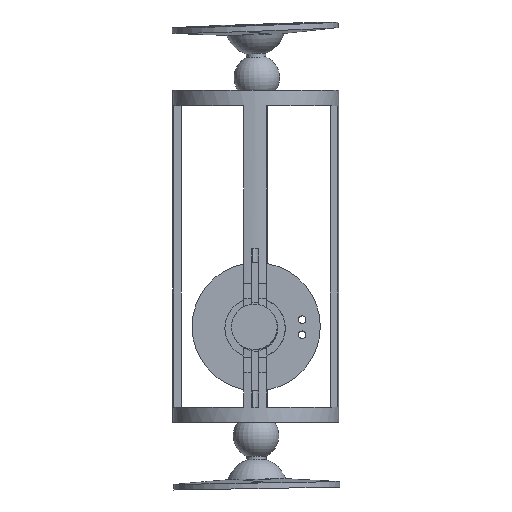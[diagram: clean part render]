
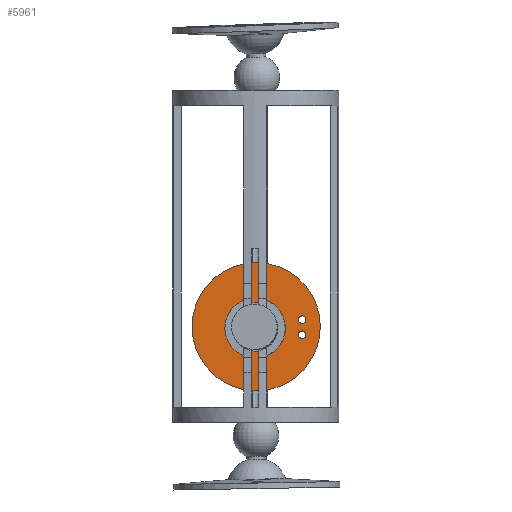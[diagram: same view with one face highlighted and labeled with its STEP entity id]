
A CAD part, left-side view. The second image highlights one B-rep face of the part: STEP entity #5961.
In plain terms, the highlighted planar face has unit normal (-1, 0, 0).
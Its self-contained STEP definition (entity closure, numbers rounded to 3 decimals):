
#60 = DIRECTION ( 'NONE',  ( -1., 0., 0. ) ) ;
#195 = CARTESIAN_POINT ( 'NONE',  ( -5., 8.5, 0. ) ) ;
#239 = DIRECTION ( 'NONE',  ( 0., -1., 0. ) ) ;
#625 = VERTEX_POINT ( 'NONE', #10249 ) ;
#814 = FACE_OUTER_BOUND ( 'NONE', #8761, .T. ) ;
#934 = ORIENTED_EDGE ( 'NONE', *, *, #3592, .F. ) ;
#1154 = CARTESIAN_POINT ( 'NONE',  ( -5., 0., 0. ) ) ;
#1336 = CIRCLE ( 'NONE', #8840, 3.25 ) ;
#1362 = AXIS2_PLACEMENT_3D ( 'NONE', #8775, #3204, #7386 ) ;
#1402 = EDGE_CURVE ( 'NONE', #3160, #7314, #1891, .T. ) ;
#1462 = PLANE ( 'NONE',  #7030 ) ;
#1575 = VERTEX_POINT ( 'NONE', #3064 ) ;
#1652 = DIRECTION ( 'NONE',  ( 0., -1., 0. ) ) ;
#1891 = CIRCLE ( 'NONE', #7552, 0.5 ) ;
#1994 = DIRECTION ( 'NONE',  ( -1., 0., 0. ) ) ;
#2532 = CIRCLE ( 'NONE', #6128, 8.5 ) ;
#2547 = DIRECTION ( 'NONE',  ( 0., 1., 0. ) ) ;
#2682 = DIRECTION ( 'NONE',  ( -1., 0., 0. ) ) ;
#2899 = EDGE_LOOP ( 'NONE', ( #934, #8992 ) ) ;
#2918 = AXIS2_PLACEMENT_3D ( 'NONE', #3127, #8886, #3985 ) ;
#3064 = CARTESIAN_POINT ( 'NONE',  ( -5., -3.25, 0. ) ) ;
#3127 = CARTESIAN_POINT ( 'NONE',  ( -5., 0., 0. ) ) ;
#3160 = VERTEX_POINT ( 'NONE', #6540 ) ;
#3184 = DIRECTION ( 'NONE',  ( 1., 0., 0. ) ) ;
#3200 = CIRCLE ( 'NONE', #8151, 8.5 ) ;
#3204 = DIRECTION ( 'NONE',  ( 1., 0., 0. ) ) ;
#3489 = CARTESIAN_POINT ( 'NONE',  ( -5., 0., 0. ) ) ;
#3550 = CARTESIAN_POINT ( 'NONE',  ( -5., 0., 0. ) ) ;
#3592 = EDGE_CURVE ( 'NONE', #1575, #10347, #1336, .T. ) ;
#3695 = ORIENTED_EDGE ( 'NONE', *, *, #9303, .T. ) ;
#3985 = DIRECTION ( 'NONE',  ( 0., -1., 0. ) ) ;
#4345 = DIRECTION ( 'NONE',  ( 0., -1., 0. ) ) ;
#4487 = VERTEX_POINT ( 'NONE', #7032 ) ;
#4494 = VERTEX_POINT ( 'NONE', #5321 ) ;
#4581 = DIRECTION ( 'NONE',  ( 0., 1., 0. ) ) ;
#4659 = EDGE_CURVE ( 'NONE', #4487, #9884, #2532, .T. ) ;
#4706 = DIRECTION ( 'NONE',  ( 1., 0., 0. ) ) ;
#4951 = AXIS2_PLACEMENT_3D ( 'NONE', #6391, #3184, #4581 ) ;
#4987 = ORIENTED_EDGE ( 'NONE', *, *, #1402, .T. ) ;
#5157 = DIRECTION ( 'NONE',  ( 1., 0., 0. ) ) ;
#5321 = CARTESIAN_POINT ( 'NONE',  ( -5., -6.6, 0.942 ) ) ;
#5509 = FACE_BOUND ( 'NONE', #8965, .T. ) ;
#5593 = EDGE_CURVE ( 'NONE', #10347, #1575, #7348, .T. ) ;
#5779 = CIRCLE ( 'NONE', #9699, 0.5 ) ;
#5956 = CIRCLE ( 'NONE', #1362, 0.5 ) ;
#5961 = ADVANCED_FACE ( 'NONE', ( #10481, #5509, #6310, #814 ), #1462, .F. ) ;
#6128 = AXIS2_PLACEMENT_3D ( 'NONE', #3550, #2682, #4345 ) ;
#6310 = FACE_BOUND ( 'NONE', #2899, .T. ) ;
#6391 = CARTESIAN_POINT ( 'NONE',  ( -5., -6.1, 0.942 ) ) ;
#6535 = CARTESIAN_POINT ( 'NONE',  ( -5., -5.6, -1.058 ) ) ;
#6540 = CARTESIAN_POINT ( 'NONE',  ( -5., -6.6, -1.058 ) ) ;
#6606 = CARTESIAN_POINT ( 'NONE',  ( -5., -6.1, 0.942 ) ) ;
#6714 = EDGE_CURVE ( 'NONE', #4494, #625, #8193, .T. ) ;
#7030 = AXIS2_PLACEMENT_3D ( 'NONE', #8081, #4706, #9583 ) ;
#7032 = CARTESIAN_POINT ( 'NONE',  ( -5., -8.5, 0. ) ) ;
#7061 = CARTESIAN_POINT ( 'NONE',  ( -5., 3.25, 0. ) ) ;
#7314 = VERTEX_POINT ( 'NONE', #6535 ) ;
#7348 = CIRCLE ( 'NONE', #2918, 3.25 ) ;
#7386 = DIRECTION ( 'NONE',  ( 0., 1., 0. ) ) ;
#7552 = AXIS2_PLACEMENT_3D ( 'NONE', #10074, #5157, #7680 ) ;
#7680 = DIRECTION ( 'NONE',  ( 0., 1., 0. ) ) ;
#8081 = CARTESIAN_POINT ( 'NONE',  ( -5., 4., 0. ) ) ;
#8151 = AXIS2_PLACEMENT_3D ( 'NONE', #1154, #1994, #239 ) ;
#8193 = CIRCLE ( 'NONE', #4951, 0.5 ) ;
#8514 = EDGE_CURVE ( 'NONE', #9884, #4487, #3200, .T. ) ;
#8520 = ORIENTED_EDGE ( 'NONE', *, *, #10128, .T. ) ;
#8761 = EDGE_LOOP ( 'NONE', ( #10258, #9433 ) ) ;
#8775 = CARTESIAN_POINT ( 'NONE',  ( -5., -6.1, -1.058 ) ) ;
#8840 = AXIS2_PLACEMENT_3D ( 'NONE', #3489, #60, #1652 ) ;
#8886 = DIRECTION ( 'NONE',  ( -1., 0., 0. ) ) ;
#8965 = EDGE_LOOP ( 'NONE', ( #3695, #9431 ) ) ;
#8992 = ORIENTED_EDGE ( 'NONE', *, *, #5593, .F. ) ;
#9303 = EDGE_CURVE ( 'NONE', #625, #4494, #5779, .T. ) ;
#9431 = ORIENTED_EDGE ( 'NONE', *, *, #6714, .T. ) ;
#9433 = ORIENTED_EDGE ( 'NONE', *, *, #8514, .T. ) ;
#9583 = DIRECTION ( 'NONE',  ( 0., 1., 0. ) ) ;
#9699 = AXIS2_PLACEMENT_3D ( 'NONE', #6606, #10467, #2547 ) ;
#9884 = VERTEX_POINT ( 'NONE', #195 ) ;
#10074 = CARTESIAN_POINT ( 'NONE',  ( -5., -6.1, -1.058 ) ) ;
#10128 = EDGE_CURVE ( 'NONE', #7314, #3160, #5956, .T. ) ;
#10249 = CARTESIAN_POINT ( 'NONE',  ( -5., -5.6, 0.942 ) ) ;
#10258 = ORIENTED_EDGE ( 'NONE', *, *, #4659, .T. ) ;
#10347 = VERTEX_POINT ( 'NONE', #7061 ) ;
#10467 = DIRECTION ( 'NONE',  ( 1., 0., 0. ) ) ;
#10481 = FACE_BOUND ( 'NONE', #10482, .T. ) ;
#10482 = EDGE_LOOP ( 'NONE', ( #8520, #4987 ) ) ;
